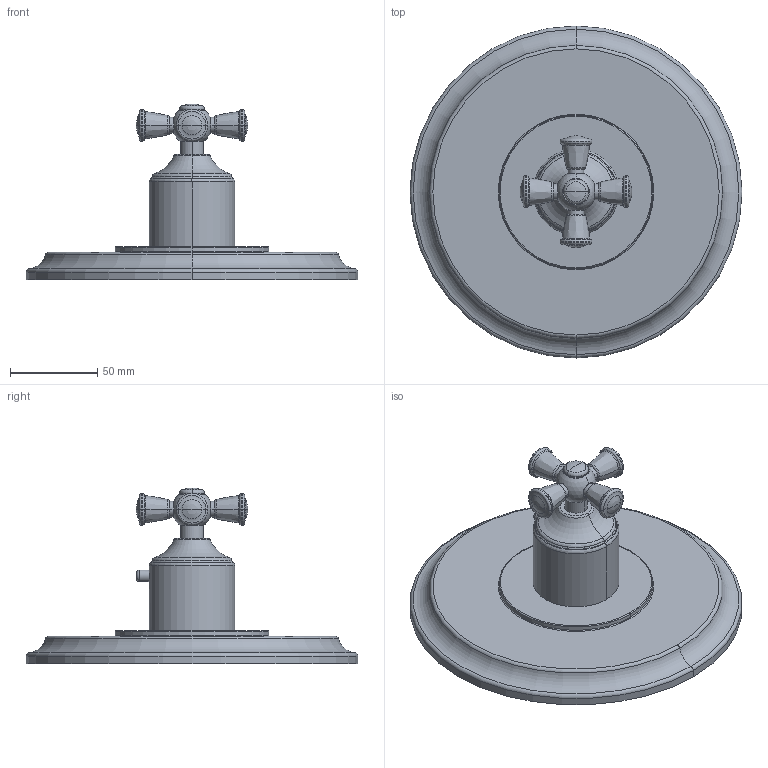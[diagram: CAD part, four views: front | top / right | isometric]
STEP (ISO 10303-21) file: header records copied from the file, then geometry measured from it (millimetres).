
FILE_DESCRIPTION((''),'2;1');
FILE_NAME('3-2404TR','2020-12-04T11:02:56',('jinson.thomas'),(''),'CREO PARAMETRIC BY PTC INC, 2018400','CREO PARAMETRIC BY PTC INC, 2018400','');
FILE_SCHEMA(('CONFIG_CONTROL_DESIGN'));
Length unit declared in the file: inch
Products named in the file (1): 3-2404TR
Bounding box: 190.5 x 190.5 x 100.98 mm (x, y, z)
Volume: 529399.9 mm3; surface area: 76228.8 mm2
Topology: 1 solids, 1 shells, 138 faces, 289 edges, 150 vertices
Faces by surface type: torus 76, cylinder 26, sphere 14, plane 8, bspline 8, cone 6
Entity records: 3809 total; most frequent: DIRECTION 777, CARTESIAN_POINT 759, ORIENTED_EDGE 554, AXIS2_PLACEMENT_3D 372, EDGE_CURVE 277, CIRCLE 242, VERTEX_POINT 150, EDGE_LOOP 147
